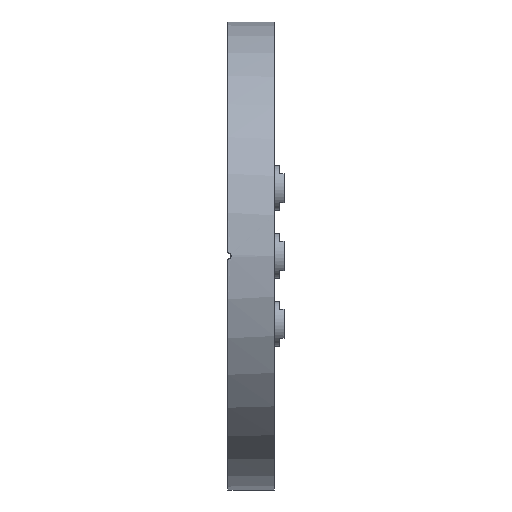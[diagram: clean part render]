
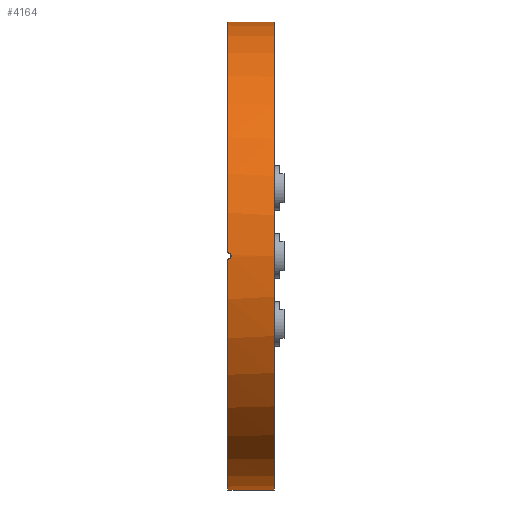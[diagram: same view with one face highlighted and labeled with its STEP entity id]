
A CAD part, left-side view. The second image highlights one B-rep face of the part: STEP entity #4164.
In plain terms, the highlighted cylindrical face has radius 76 mm (diameter 152 mm), a partial arc.
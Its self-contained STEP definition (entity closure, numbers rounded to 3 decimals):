
#149 = CARTESIAN_POINT ( 'NONE',  ( 0., -15., 0. ) ) ;
#152 = CARTESIAN_POINT ( 'NONE',  ( -76., -0.974, -0.261 ) ) ;
#218 = VERTEX_POINT ( 'NONE', #433 ) ;
#403 = VECTOR ( 'NONE', #12486, 1000. ) ;
#433 = CARTESIAN_POINT ( 'NONE',  ( 0., -15., 76. ) ) ;
#466 = LINE ( 'NONE', #6145, #2902 ) ;
#500 = VERTEX_POINT ( 'NONE', #2897 ) ;
#539 = LINE ( 'NONE', #1646, #403 ) ;
#584 = VERTEX_POINT ( 'NONE', #9224 ) ;
#658 = CARTESIAN_POINT ( 'NONE',  ( -75.998, -0.874, -0.503 ) ) ;
#778 = CIRCLE ( 'NONE', #9743, 76. ) ;
#1298 = ORIENTED_EDGE ( 'NONE', *, *, #9310, .F. ) ;
#1309 = DIRECTION ( 'NONE',  ( 0., 1., 0. ) ) ;
#1443 = CARTESIAN_POINT ( 'NONE',  ( -75.998, -0.801, -0.613 ) ) ;
#1631 = EDGE_CURVE ( 'NONE', #5592, #1762, #5200, .T. ) ;
#1646 = CARTESIAN_POINT ( 'NONE',  ( 0., -15., -76. ) ) ;
#1762 = VERTEX_POINT ( 'NONE', #6939 ) ;
#1932 = DIRECTION ( 'NONE',  ( 0., 1., 0. ) ) ;
#2110 = EDGE_CURVE ( 'NONE', #500, #1762, #12663, .T. ) ;
#2897 = CARTESIAN_POINT ( 'NONE',  ( 0., 0., -76. ) ) ;
#2902 = VECTOR ( 'NONE', #1309, 1000. ) ;
#3084 = CARTESIAN_POINT ( 'NONE',  ( -76., -1., 0.131 ) ) ;
#3207 = CARTESIAN_POINT ( 'NONE',  ( -76., -0.974, 0.263 ) ) ;
#3336 = CARTESIAN_POINT ( 'NONE',  ( 0., 0., 0. ) ) ;
#3848 = ORIENTED_EDGE ( 'NONE', *, *, #9535, .T. ) ;
#4058 = ORIENTED_EDGE ( 'NONE', *, *, #1631, .T. ) ;
#4085 = EDGE_CURVE ( 'NONE', #5592, #584, #778, .T. ) ;
#4119 = DIRECTION ( 'NONE',  ( 0., 1., 0. ) ) ;
#4164 = ADVANCED_FACE ( 'NONE', ( #11042 ), #5097, .T. ) ;
#4657 = VERTEX_POINT ( 'NONE', #6491 ) ;
#5097 = CYLINDRICAL_SURFACE ( 'NONE', #6841, 76. ) ;
#5200 = B_SPLINE_CURVE_WITH_KNOTS ( 'NONE', 3,
 ( #6350, #10330, #8051, #11044, #12016, #6222, #9086, #3207, #3084, #7080, #152, #658, #1443, #9465, #5495, #11499 ),
 .UNSPECIFIED., .F., .F.,
 ( 4, 2, 2, 2, 2, 2, 2, 4 ),
 ( 0., 0., 0.001, 0.001, 0.002, 0.002, 0.002, 0.003 ),
 .UNSPECIFIED. ) ;
#5495 = CARTESIAN_POINT ( 'NONE',  ( -75.993, -0.264, -1. ) ) ;
#5592 = VERTEX_POINT ( 'NONE', #5917 ) ;
#5915 = ORIENTED_EDGE ( 'NONE', *, *, #2110, .F. ) ;
#5917 = CARTESIAN_POINT ( 'NONE',  ( -75.993, 0., 1. ) ) ;
#6145 = CARTESIAN_POINT ( 'NONE',  ( 0., -15., 76. ) ) ;
#6174 = CARTESIAN_POINT ( 'NONE',  ( 0., -15., 0. ) ) ;
#6222 = CARTESIAN_POINT ( 'NONE',  ( -75.998, -0.799, 0.615 ) ) ;
#6350 = CARTESIAN_POINT ( 'NONE',  ( -75.993, 0., 1. ) ) ;
#6491 = CARTESIAN_POINT ( 'NONE',  ( 0., -15., -76. ) ) ;
#6832 = AXIS2_PLACEMENT_3D ( 'NONE', #8858, #9710, #11727 ) ;
#6841 = AXIS2_PLACEMENT_3D ( 'NONE', #149, #4119, #7143 ) ;
#6939 = CARTESIAN_POINT ( 'NONE',  ( -75.993, 0., -1. ) ) ;
#7080 = CARTESIAN_POINT ( 'NONE',  ( -76., -1., -0.13 ) ) ;
#7143 = DIRECTION ( 'NONE',  ( 0., 0., 1. ) ) ;
#7204 = DIRECTION ( 'NONE',  ( 0., 1., 0. ) ) ;
#7951 = AXIS2_PLACEMENT_3D ( 'NONE', #6174, #1932, #12105 ) ;
#8051 = CARTESIAN_POINT ( 'NONE',  ( -75.994, -0.262, 0.974 ) ) ;
#8858 = CARTESIAN_POINT ( 'NONE',  ( 0., 0., 0. ) ) ;
#9023 = DIRECTION ( 'NONE',  ( 0., 0., 1. ) ) ;
#9086 = CARTESIAN_POINT ( 'NONE',  ( -75.998, -0.874, 0.503 ) ) ;
#9224 = CARTESIAN_POINT ( 'NONE',  ( 0., 0., 76. ) ) ;
#9310 = EDGE_CURVE ( 'NONE', #4657, #500, #539, .T. ) ;
#9339 = ORIENTED_EDGE ( 'NONE', *, *, #12718, .T. ) ;
#9465 = CARTESIAN_POINT ( 'NONE',  ( -75.995, -0.521, -0.893 ) ) ;
#9535 = EDGE_CURVE ( 'NONE', #218, #584, #466, .T. ) ;
#9710 = DIRECTION ( 'NONE',  ( 0., 1., 0. ) ) ;
#9743 = AXIS2_PLACEMENT_3D ( 'NONE', #3336, #7204, #9023 ) ;
#10330 = CARTESIAN_POINT ( 'NONE',  ( -75.993, -0.132, 1. ) ) ;
#10660 = CIRCLE ( 'NONE', #7951, 76. ) ;
#11032 = EDGE_LOOP ( 'NONE', ( #1298, #9339, #3848, #12211, #4058, #5915 ) ) ;
#11042 = FACE_OUTER_BOUND ( 'NONE', #11032, .T. ) ;
#11044 = CARTESIAN_POINT ( 'NONE',  ( -75.995, -0.504, 0.874 ) ) ;
#11499 = CARTESIAN_POINT ( 'NONE',  ( -75.993, 0., -1. ) ) ;
#11727 = DIRECTION ( 'NONE',  ( 0., 0., 1. ) ) ;
#12016 = CARTESIAN_POINT ( 'NONE',  ( -75.996, -0.615, 0.799 ) ) ;
#12105 = DIRECTION ( 'NONE',  ( 0., 0., 1. ) ) ;
#12211 = ORIENTED_EDGE ( 'NONE', *, *, #4085, .F. ) ;
#12486 = DIRECTION ( 'NONE',  ( 0., 1., 0. ) ) ;
#12663 = CIRCLE ( 'NONE', #6832, 76. ) ;
#12718 = EDGE_CURVE ( 'NONE', #4657, #218, #10660, .T. ) ;
